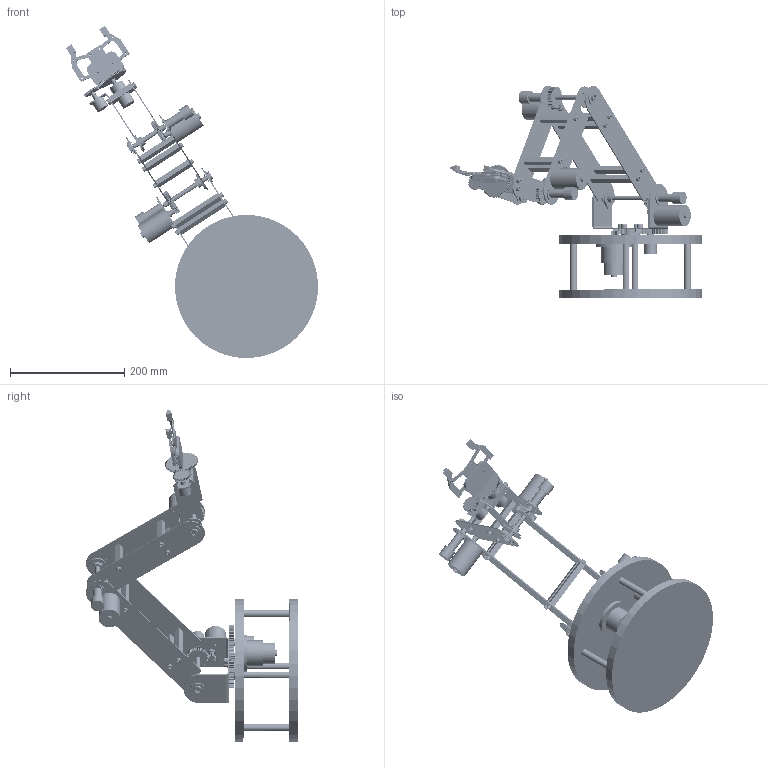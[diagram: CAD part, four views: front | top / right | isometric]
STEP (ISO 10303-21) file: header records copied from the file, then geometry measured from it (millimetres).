
FILE_DESCRIPTION(('FreeCAD Model'),'2;1');
FILE_NAME('Open CASCADE Shape Model','2025-04-17T13:09:08',('FreeCAD'),( 'FreeCAD'),'Open CASCADE STEP processor 7.6','FreeCAD','Unknown');
FILE_SCHEMA(('AUTOMOTIVE_DESIGN { 1 0 10303 214 1 1 1 1 }'));
Products named in the file (1): Open CASCADE STEP translator 7.6 1
Bounding box: 440.68 x 371.03 x 580.6 mm (x, y, z)
Surface area: 609561.4 mm2 (no closed solid volume)
Topology: 0 solids, 4222 shells, 4222 faces, 61468 edges, 73588 vertices
Faces by surface type: revolution 3123, bspline 1099
Entity records: 572644 total; most frequent: CARTESIAN_POINT 226035, DIRECTION 51597, ORIENTED_EDGE 48894, EDGE_CURVE 48894, VERTEX_POINT 48894, B_SPLINE_CURVE_WITH_KNOTS 32140, AXIS2_PLACEMENT_3D 16862, CIRCLE 16861
